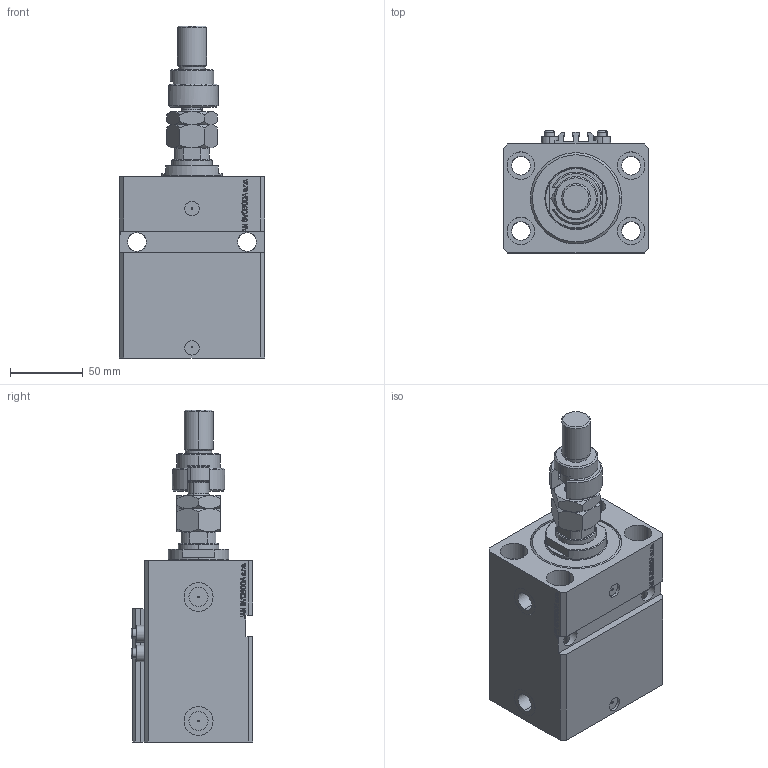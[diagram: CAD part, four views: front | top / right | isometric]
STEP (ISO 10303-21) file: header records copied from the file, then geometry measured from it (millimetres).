
FILE_DESCRIPTION (( 'STEP AP203' ), '1' );
FILE_NAME ('d337.STEP', '2022-04-09T18:04:19', ( '' ), ( '' ), 'SwSTEP 2.0', 'SolidWorks 2019', '' );
FILE_SCHEMA (( 'CONFIG_CONTROL_DESIGN' ));
Length unit declared in the file: millimetre
Products named in the file (8): DFA 79ce5907fd898f3c648f2f8bfaae67d2; V250CE_E_Body 79ce5907fd898f3c648f2f8bfaae67d2; FEMALE_PART_FOR_DFA 79ce5907fd898f3c648f2f8bfaae67d2; d337; V250CE_C_VCP 79ce5907fd898f3c648f2f8bfaae67d2; V250CE_VC_E 79ce5907fd898f3c648f2f8bfaae67d2; ALLEN BOLT V250CE 79ce5907fd898f3c648f2f8bfaae67d2; MFA 79ce5907fd898f3c648f2f8bfaae67d2
Assembly tree (10 placements, depth 3):
  d337
    V250CE_E_Body 79ce5907fd898f3c648f2f8bfaae67d2
    ALLEN BOLT V250CE 79ce5907fd898f3c648f2f8bfaae67d2  x4
    V250CE_C_VCP 79ce5907fd898f3c648f2f8bfaae67d2
    V250CE_VC_E 79ce5907fd898f3c648f2f8bfaae67d2
    DFA 79ce5907fd898f3c648f2f8bfaae67d2
      FEMALE_PART_FOR_DFA 79ce5907fd898f3c648f2f8bfaae67d2
      MFA 79ce5907fd898f3c648f2f8bfaae67d2
Bounding box: 100 x 84 x 228.9 mm (x, y, z)
Volume: 831736.3 mm3; surface area: 162341.5 mm2
Topology: 10 solids, 10 shells, 1173 faces, 2914 edges, 1879 vertices
Faces by surface type: plane 563, bspline 357, cylinder 139, cone 96, torus 18
Entity records: 50489 total; most frequent: CARTESIAN_POINT 25650, ORIENTED_EDGE 5518, DIRECTION 3751, EDGE_CURVE 2759, VERTEX_POINT 1795, LINE 1647, VECTOR 1647, EDGE_LOOP 1234
